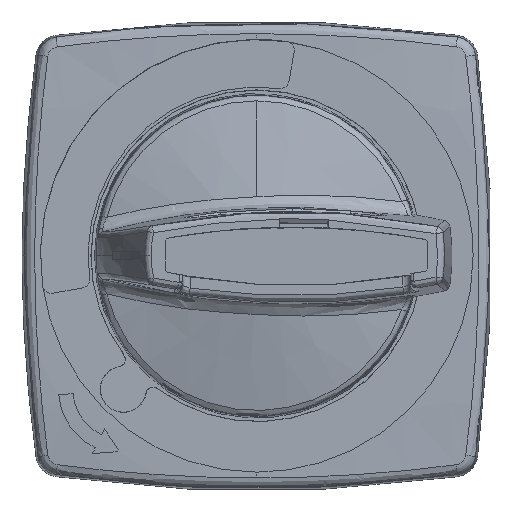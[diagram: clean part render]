
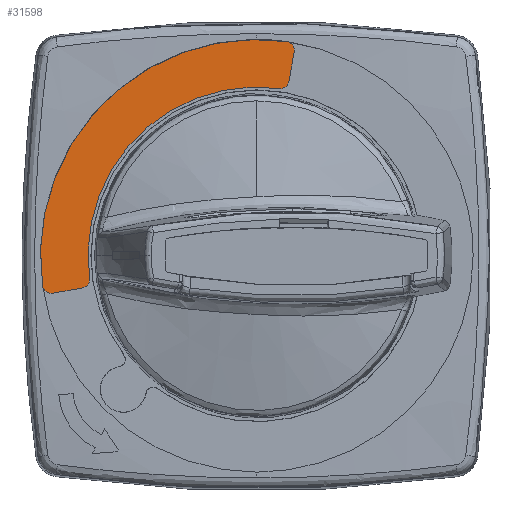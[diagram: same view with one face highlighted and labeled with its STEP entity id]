
A CAD part, top view. The second image highlights one B-rep face of the part: STEP entity #31598.
In plain terms, the highlighted planar face has unit normal (0, 0, 1).
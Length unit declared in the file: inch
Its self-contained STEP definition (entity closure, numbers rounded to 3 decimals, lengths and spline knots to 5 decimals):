
#82 = ORIENTED_EDGE ( 'NONE', *, *, #31245, .T. ) ;
#376 = CARTESIAN_POINT ( 'NONE',  ( -0.95984, -0.12927, 0.70472 ) ) ;
#539 = EDGE_CURVE ( 'NONE', #1059, #16624, #26569, .T. ) ;
#1059 = VERTEX_POINT ( 'NONE', #4921 ) ;
#1561 = VERTEX_POINT ( 'NONE', #6991 ) ;
#2794 = DIRECTION ( 'NONE',  ( 0., 0., 1. ) ) ;
#3492 = DIRECTION ( 'NONE',  ( 0., 0., 1. ) ) ;
#3780 = CARTESIAN_POINT ( 'NONE',  ( 0., 0., 0.70472 ) ) ;
#4227 = VERTEX_POINT ( 'NONE', #27342 ) ;
#4260 = CARTESIAN_POINT ( 'NONE',  ( -0.95163, -0.17579, 0.70472 ) ) ;
#4921 = CARTESIAN_POINT ( 'NONE',  ( -0.91302, -0.12296, 0.70472 ) ) ;
#4986 = EDGE_CURVE ( 'NONE', #28293, #15833, #6968, .T. ) ;
#5043 = EDGE_CURVE ( 'NONE', #16624, #18507, #12694, .T. ) ;
#5987 = PLANE ( 'NONE',  #29726 ) ;
#6179 = FACE_OUTER_BOUND ( 'NONE', #24077, .T. ) ;
#6773 = DIRECTION ( 'NONE',  ( 1., 0., 0. ) ) ;
#6968 = CIRCLE ( 'NONE', #29858, 1.1811 ) ;
#6991 = CARTESIAN_POINT ( 'NONE',  ( 0.20525, 1.1228, 0.70472 ) ) ;
#7223 = CARTESIAN_POINT ( 'NONE',  ( -1.11459, -0.20453, 0.70472 ) ) ;
#7256 = CIRCLE ( 'NONE', #34657, 0.04724 ) ;
#7714 = EDGE_CURVE ( 'NONE', #38372, #1059, #21136, .T. ) ;
#7755 = CARTESIAN_POINT ( 'NONE',  ( 0.158, 1.1228, 0.70472 ) ) ;
#7944 = DIRECTION ( 'NONE',  ( 0., 0., 1. ) ) ;
#8448 = CARTESIAN_POINT ( 'NONE',  ( -0.91259, -0.12927, 0.70472 ) ) ;
#9156 = DIRECTION ( 'NONE',  ( 1., 0., 0. ) ) ;
#9807 = ORIENTED_EDGE ( 'NONE', *, *, #34155, .T. ) ;
#9915 = DIRECTION ( 'NONE',  ( 1., 0., 0. ) ) ;
#10194 = CARTESIAN_POINT ( 'NONE',  ( 0.17579, 0.95163, 0.70472 ) ) ;
#10357 = DIRECTION ( 'NONE',  ( 1., 0., 0. ) ) ;
#10637 = ORIENTED_EDGE ( 'NONE', *, *, #25983, .T. ) ;
#10670 = CARTESIAN_POINT ( 'NONE',  ( -0.91302, -0.12296, 0.70472 ) ) ;
#10761 = CARTESIAN_POINT ( 'NONE',  ( 0.12296, 0.91302, 0.70472 ) ) ;
#11077 = CARTESIAN_POINT ( 'NONE',  ( -1.11459, -0.20453, 0.70472 ) ) ;
#11080 = DIRECTION ( 'NONE',  ( 0., 0., 1. ) ) ;
#11159 = EDGE_CURVE ( 'NONE', #18507, #4227, #33915, .T. ) ;
#12490 = CARTESIAN_POINT ( 'NONE',  ( 0.158, 1.1228, 0.70472 ) ) ;
#12694 = CIRCLE ( 'NONE', #17809, 0.04724 ) ;
#13829 = VECTOR ( 'NONE', #34530, 39.37008 ) ;
#14987 = CIRCLE ( 'NONE', #34064, 0.04724 ) ;
#15833 = VERTEX_POINT ( 'NONE', #22361 ) ;
#16166 = ORIENTED_EDGE ( 'NONE', *, *, #7714, .T. ) ;
#16624 = VERTEX_POINT ( 'NONE', #10761 ) ;
#16689 = CARTESIAN_POINT ( 'NONE',  ( -0.91274, -0.12505, 0.70472 ) ) ;
#16785 = CIRCLE ( 'NONE', #39042, 0.04724 ) ;
#16878 = CARTESIAN_POINT ( 'NONE',  ( -0.91259, -0.12716, 0.70472 ) ) ;
#17809 = AXIS2_PLACEMENT_3D ( 'NONE', #24426, #36784, #27007 ) ;
#18507 = VERTEX_POINT ( 'NONE', #38607 ) ;
#18602 = EDGE_CURVE ( 'NONE', #24665, #37502, #26046, .T. ) ;
#20636 = ORIENTED_EDGE ( 'NONE', *, *, #5043, .T. ) ;
#21136 =( BOUNDED_CURVE ( )  B_SPLINE_CURVE ( 3, ( #8448, #16878, #16689, #10670 ),
 .UNSPECIFIED., .F., .T. ) 
 B_SPLINE_CURVE_WITH_KNOTS ( ( 4, 4 ),
 ( 0., 0.00016 ),
 .UNSPECIFIED. ) 
 CURVE ( )  GEOMETRIC_REPRESENTATION_ITEM ( )  RATIONAL_B_SPLINE_CURVE ( ( 1., 0.999, 0.999, 1. ) ) 
 REPRESENTATION_ITEM ( '' )  );
#21910 = CARTESIAN_POINT ( 'NONE',  ( -1.1228, -0.158, 0.70472 ) ) ;
#21950 = DIRECTION ( 'NONE',  ( 0., 0., 1. ) ) ;
#22298 = DIRECTION ( 'NONE',  ( 1., 0., 0. ) ) ;
#22361 = CARTESIAN_POINT ( 'NONE',  ( -1.16958, -0.16459, 0.70472 ) ) ;
#23087 = CARTESIAN_POINT ( 'NONE',  ( 0.16459, 1.16958, 0.70472 ) ) ;
#23263 = DIRECTION ( 'NONE',  ( 0.985, 0.174, 0. ) ) ;
#24077 = EDGE_LOOP ( 'NONE', ( #10637, #16166, #31409, #20636, #38613, #31645, #9807, #38886, #82, #37976 ) ) ;
#24426 = CARTESIAN_POINT ( 'NONE',  ( 0.12927, 0.95984, 0.70472 ) ) ;
#24665 = VERTEX_POINT ( 'NONE', #7223 ) ;
#25467 = CARTESIAN_POINT ( 'NONE',  ( -0.91259, -0.12927, 0.70472 ) ) ;
#25983 = EDGE_CURVE ( 'NONE', #37502, #38372, #16785, .T. ) ;
#26046 = LINE ( 'NONE', #11077, #27228 ) ;
#26239 = CARTESIAN_POINT ( 'NONE',  ( 0., 0., 0.70472 ) ) ;
#26569 = CIRCLE ( 'NONE', #37435, 0.92126 ) ;
#27007 = DIRECTION ( 'NONE',  ( 1., 0., 0. ) ) ;
#27228 = VECTOR ( 'NONE', #23263, 39.37008 ) ;
#27342 = CARTESIAN_POINT ( 'NONE',  ( 0.20453, 1.11459, 0.70472 ) ) ;
#28103 = DIRECTION ( 'NONE',  ( 0., 0., -1. ) ) ;
#28293 = VERTEX_POINT ( 'NONE', #23087 ) ;
#28489 = CIRCLE ( 'NONE', #31014, 0.04724 ) ;
#29726 = AXIS2_PLACEMENT_3D ( 'NONE', #35924, #2794, #39309 ) ;
#29858 = AXIS2_PLACEMENT_3D ( 'NONE', #26239, #11080, #38997 ) ;
#31014 = AXIS2_PLACEMENT_3D ( 'NONE', #21910, #34039, #9915 ) ;
#31245 = EDGE_CURVE ( 'NONE', #15833, #24665, #28489, .T. ) ;
#31409 = ORIENTED_EDGE ( 'NONE', *, *, #539, .T. ) ;
#31598 = ADVANCED_FACE ( 'NONE', ( #6179 ), #5987, .T. ) ;
#31645 = ORIENTED_EDGE ( 'NONE', *, *, #36836, .T. ) ;
#33915 = LINE ( 'NONE', #10194, #13829 ) ;
#34039 = DIRECTION ( 'NONE',  ( 0., 0., 1. ) ) ;
#34064 = AXIS2_PLACEMENT_3D ( 'NONE', #7755, #7944, #10357 ) ;
#34155 = EDGE_CURVE ( 'NONE', #1561, #28293, #14987, .T. ) ;
#34530 = DIRECTION ( 'NONE',  ( 0.174, 0.985, 0. ) ) ;
#34657 = AXIS2_PLACEMENT_3D ( 'NONE', #12490, #3492, #22298 ) ;
#35924 = CARTESIAN_POINT ( 'NONE',  ( -1.20345, -0.21356, 0.70472 ) ) ;
#36784 = DIRECTION ( 'NONE',  ( 0., 0., 1. ) ) ;
#36836 = EDGE_CURVE ( 'NONE', #4227, #1561, #7256, .T. ) ;
#37435 = AXIS2_PLACEMENT_3D ( 'NONE', #3780, #28103, #6773 ) ;
#37502 = VERTEX_POINT ( 'NONE', #4260 ) ;
#37976 = ORIENTED_EDGE ( 'NONE', *, *, #18602, .T. ) ;
#38372 = VERTEX_POINT ( 'NONE', #25467 ) ;
#38607 = CARTESIAN_POINT ( 'NONE',  ( 0.17579, 0.95163, 0.70472 ) ) ;
#38613 = ORIENTED_EDGE ( 'NONE', *, *, #11159, .T. ) ;
#38886 = ORIENTED_EDGE ( 'NONE', *, *, #4986, .T. ) ;
#38997 = DIRECTION ( 'NONE',  ( 1., 0., 0. ) ) ;
#39042 = AXIS2_PLACEMENT_3D ( 'NONE', #376, #21950, #9156 ) ;
#39309 = DIRECTION ( 'NONE',  ( 1., 0., 0. ) ) ;
